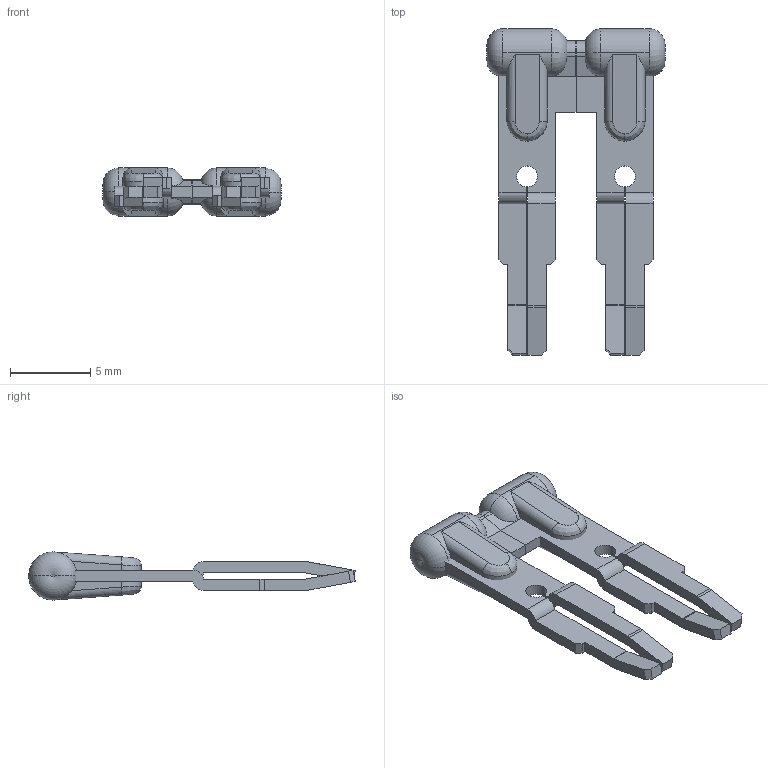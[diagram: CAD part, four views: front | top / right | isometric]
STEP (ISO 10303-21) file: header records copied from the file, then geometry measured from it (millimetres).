
FILE_DESCRIPTION (( 'STEP AP214' ), '1' );
FILE_NAME ('43520_2_DN-2J4Y.STEP', '2014-05-29T10:21:40', ( '' ), ( '' ), 'SwSTEP 2.0', 'SolidWorks 2013', '' );
FILE_SCHEMA (( 'AUTOMOTIVE_DESIGN' ));
Length unit declared in the file: millimetre
Products named in the file (3): J4_M; J4PSX_J4 INTERMEDIO; 43520_2_DN-2J4Y
Assembly tree (4 placements, depth 2):
  43520_2_DN-2J4Y
    J4_M  x2
    J4PSX_J4 INTERMEDIO  x2
Bounding box: 11.1 x 20.34 x 3 mm (x, y, z)
Volume: 197.3 mm3; surface area: 520.5 mm2
Topology: 4 solids, 4 shells, 134 faces, 368 edges, 238 vertices
Faces by surface type: plane 78, cylinder 38, torus 10, bspline 8
Entity records: 2490 total; most frequent: CARTESIAN_POINT 675, ORIENTED_EDGE 364, DIRECTION 352, EDGE_CURVE 182, VECTOR 124, LINE 124, VERTEX_POINT 119, AXIS2_PLACEMENT_3D 114
